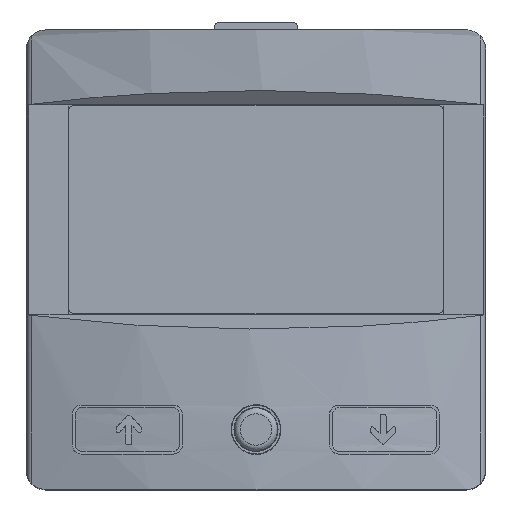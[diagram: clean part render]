
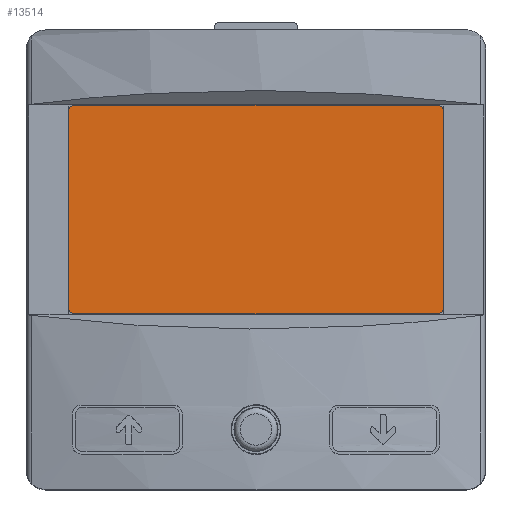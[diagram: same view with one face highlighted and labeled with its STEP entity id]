
A CAD part, top view. The second image highlights one B-rep face of the part: STEP entity #13514.
In plain terms, the highlighted planar face has unit normal (0, 0, 1).
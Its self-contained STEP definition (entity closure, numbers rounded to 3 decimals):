
#224=CIRCLE('',#14174,0.4);
#225=CIRCLE('',#14177,0.4);
#226=CIRCLE('',#14180,0.4);
#227=CIRCLE('',#14183,0.4);
#897=ORIENTED_EDGE('',*,*,#3818,.T.);
#898=ORIENTED_EDGE('',*,*,#3821,.T.);
#899=ORIENTED_EDGE('',*,*,#3823,.T.);
#900=ORIENTED_EDGE('',*,*,#3825,.T.);
#901=ORIENTED_EDGE('',*,*,#3827,.T.);
#902=ORIENTED_EDGE('',*,*,#3829,.T.);
#903=ORIENTED_EDGE('',*,*,#3831,.T.);
#904=ORIENTED_EDGE('',*,*,#3832,.T.);
#3818=EDGE_CURVE('',#5300,#5299,#6283,.T.);
#3821=EDGE_CURVE('',#5299,#5301,#224,.T.);
#3823=EDGE_CURVE('',#5301,#5302,#6287,.T.);
#3825=EDGE_CURVE('',#5302,#5303,#225,.T.);
#3827=EDGE_CURVE('',#5303,#5304,#6290,.T.);
#3829=EDGE_CURVE('',#5304,#5305,#226,.T.);
#3831=EDGE_CURVE('',#5305,#5306,#6293,.T.);
#3832=EDGE_CURVE('',#5306,#5300,#227,.T.);
#5299=VERTEX_POINT('',#18690);
#5300=VERTEX_POINT('',#18692);
#5301=VERTEX_POINT('',#18696);
#5302=VERTEX_POINT('',#18700);
#5303=VERTEX_POINT('',#18704);
#5304=VERTEX_POINT('',#18708);
#5305=VERTEX_POINT('',#18712);
#5306=VERTEX_POINT('',#18716);
#6283=LINE('',#18691,#7596);
#6287=LINE('',#18701,#7600);
#6290=LINE('',#18709,#7603);
#6293=LINE('',#18717,#7606);
#7596=VECTOR('',#15377,1000.);
#7600=VECTOR('',#15387,1000.);
#7603=VECTOR('',#15396,1000.);
#7606=VECTOR('',#15405,1000.);
#8685=EDGE_LOOP('',(#897,#898,#899,#900,#901,#902,#903,#904));
#9398=FACE_BOUND('',#8685,.T.);
#10028=PLANE('',#14184);
#13514=ADVANCED_FACE('',(#9398),#10028,.T.);
#14174=AXIS2_PLACEMENT_3D('',#18697,#15382,#15383);
#14177=AXIS2_PLACEMENT_3D('',#18705,#15391,#15392);
#14180=AXIS2_PLACEMENT_3D('',#18713,#15400,#15401);
#14183=AXIS2_PLACEMENT_3D('',#18719,#15408,#15409);
#14184=AXIS2_PLACEMENT_3D('',#18720,#15410,#15411);
#15377=DIRECTION('',(0.,-1.,0.));
#15382=DIRECTION('',(0.,0.,1.));
#15383=DIRECTION('',(1.,0.,0.));
#15387=DIRECTION('',(1.,0.,0.));
#15391=DIRECTION('',(0.,0.,1.));
#15392=DIRECTION('',(1.,0.,0.));
#15396=DIRECTION('',(0.,1.,0.));
#15400=DIRECTION('',(0.,0.,1.));
#15401=DIRECTION('',(1.,0.,0.));
#15405=DIRECTION('',(-1.,0.,0.));
#15408=DIRECTION('',(0.,0.,1.));
#15409=DIRECTION('',(1.,0.,0.));
#15410=DIRECTION('',(0.,0.,1.));
#15411=DIRECTION('',(1.,0.,0.));
#18690=CARTESIAN_POINT('',(-12.25,-3.125,25.5));
#18691=CARTESIAN_POINT('',(-12.25,9.675,25.5));
#18692=CARTESIAN_POINT('',(-12.25,9.675,25.5));
#18696=CARTESIAN_POINT('',(-11.85,-3.525,25.5));
#18697=CARTESIAN_POINT('',(-11.85,-3.125,25.5));
#18700=CARTESIAN_POINT('',(11.85,-3.525,25.5));
#18701=CARTESIAN_POINT('',(-11.85,-3.525,25.5));
#18704=CARTESIAN_POINT('',(12.25,-3.125,25.5));
#18705=CARTESIAN_POINT('',(11.85,-3.125,25.5));
#18708=CARTESIAN_POINT('',(12.25,9.675,25.5));
#18709=CARTESIAN_POINT('',(12.25,-3.125,25.5));
#18712=CARTESIAN_POINT('',(11.85,10.075,25.5));
#18713=CARTESIAN_POINT('',(11.85,9.675,25.5));
#18716=CARTESIAN_POINT('',(-11.85,10.075,25.5));
#18717=CARTESIAN_POINT('',(11.85,10.075,25.5));
#18719=CARTESIAN_POINT('',(-11.85,9.675,25.5));
#18720=CARTESIAN_POINT('',(-11.85,-3.125,25.5));
